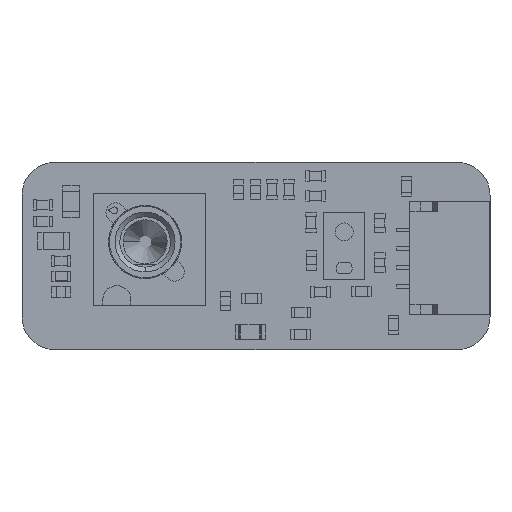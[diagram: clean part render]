
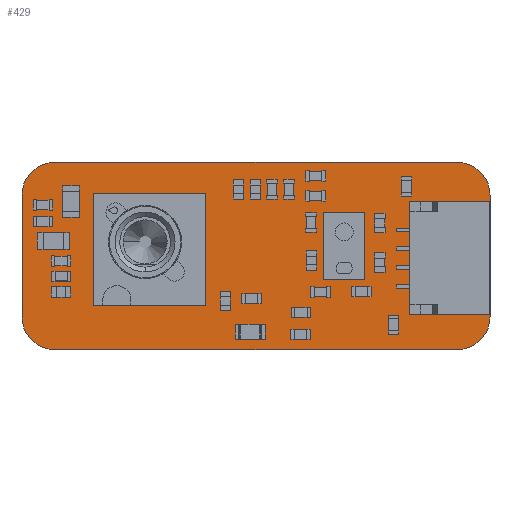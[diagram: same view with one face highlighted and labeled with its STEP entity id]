
A CAD part, top view. The second image highlights one B-rep face of the part: STEP entity #429.
In plain terms, the highlighted planar face has unit normal (0, 0, 1).
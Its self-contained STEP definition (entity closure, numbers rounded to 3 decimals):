
#164 = VERTEX_POINT('',#165);
#165 = CARTESIAN_POINT('',(1.,1.75,1.33));
#171 = EDGE_CURVE('',#164,#172,#174,.T.);
#172 = VERTEX_POINT('',#173);
#173 = CARTESIAN_POINT('',(1.,8.25,1.33));
#174 = LINE('',#175,#176);
#175 = CARTESIAN_POINT('',(1.,1.75,1.33));
#176 = VECTOR('',#177,1.);
#177 = DIRECTION('',(0.,1.,0.));
#202 = EDGE_CURVE('',#172,#203,#205,.T.);
#203 = VERTEX_POINT('',#204);
#204 = CARTESIAN_POINT('',(2.75,10.,1.33));
#205 = CIRCLE('',#206,1.751);
#206 = AXIS2_PLACEMENT_3D('',#207,#208,#209);
#207 = CARTESIAN_POINT('',(2.751,8.249,1.33));
#208 = DIRECTION('',(0.,0.,-1.));
#209 = DIRECTION('',(-1.,0.001,0.));
#235 = EDGE_CURVE('',#203,#236,#238,.T.);
#236 = VERTEX_POINT('',#237);
#237 = CARTESIAN_POINT('',(24.25,10.,1.33));
#238 = LINE('',#239,#240);
#239 = CARTESIAN_POINT('',(2.75,10.,1.33));
#240 = VECTOR('',#241,1.);
#241 = DIRECTION('',(1.,0.,0.));
#266 = EDGE_CURVE('',#236,#267,#269,.T.);
#267 = VERTEX_POINT('',#268);
#268 = CARTESIAN_POINT('',(26.,8.25,1.33));
#269 = CIRCLE('',#270,1.751);
#270 = AXIS2_PLACEMENT_3D('',#271,#272,#273);
#271 = CARTESIAN_POINT('',(24.249,8.249,1.33));
#272 = DIRECTION('',(0.,0.,-1.));
#273 = DIRECTION('',(0.001,1.,0.));
#299 = EDGE_CURVE('',#267,#300,#302,.T.);
#300 = VERTEX_POINT('',#301);
#301 = CARTESIAN_POINT('',(26.,1.75,1.33));
#302 = LINE('',#303,#304);
#303 = CARTESIAN_POINT('',(26.,8.25,1.33));
#304 = VECTOR('',#305,1.);
#305 = DIRECTION('',(0.,-1.,0.));
#330 = EDGE_CURVE('',#300,#331,#333,.T.);
#331 = VERTEX_POINT('',#332);
#332 = CARTESIAN_POINT('',(24.25,0.,1.33));
#333 = CIRCLE('',#334,1.751);
#334 = AXIS2_PLACEMENT_3D('',#335,#336,#337);
#335 = CARTESIAN_POINT('',(24.249,1.751,1.33));
#336 = DIRECTION('',(0.,0.,-1.));
#337 = DIRECTION('',(1.,-0.001,0.));
#363 = EDGE_CURVE('',#331,#364,#366,.T.);
#364 = VERTEX_POINT('',#365);
#365 = CARTESIAN_POINT('',(2.75,0.,1.33));
#366 = LINE('',#367,#368);
#367 = CARTESIAN_POINT('',(24.25,0.,1.33));
#368 = VECTOR('',#369,1.);
#369 = DIRECTION('',(-1.,0.,0.));
#394 = EDGE_CURVE('',#364,#164,#395,.T.);
#395 = CIRCLE('',#396,1.751);
#396 = AXIS2_PLACEMENT_3D('',#397,#398,#399);
#397 = CARTESIAN_POINT('',(2.751,1.751,1.33));
#398 = DIRECTION('',(0.,0.,-1.));
#399 = DIRECTION('',(-0.001,-1.,0.));
#429 = ADVANCED_FACE('',(#430),#440,.T.);
#430 = FACE_BOUND('',#431,.F.);
#431 = EDGE_LOOP('',(#432,#433,#434,#435,#436,#437,#438,#439));
#432 = ORIENTED_EDGE('',*,*,#171,.T.);
#433 = ORIENTED_EDGE('',*,*,#202,.T.);
#434 = ORIENTED_EDGE('',*,*,#235,.T.);
#435 = ORIENTED_EDGE('',*,*,#266,.T.);
#436 = ORIENTED_EDGE('',*,*,#299,.T.);
#437 = ORIENTED_EDGE('',*,*,#330,.T.);
#438 = ORIENTED_EDGE('',*,*,#363,.T.);
#439 = ORIENTED_EDGE('',*,*,#394,.T.);
#440 = PLANE('',#441);
#441 = AXIS2_PLACEMENT_3D('',#442,#443,#444);
#442 = CARTESIAN_POINT('',(1.,1.75,1.33));
#443 = DIRECTION('',(0.,0.,1.));
#444 = DIRECTION('',(1.,0.,0.));
